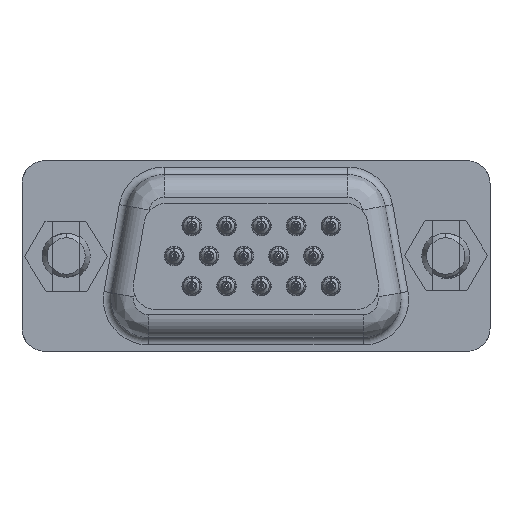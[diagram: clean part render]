
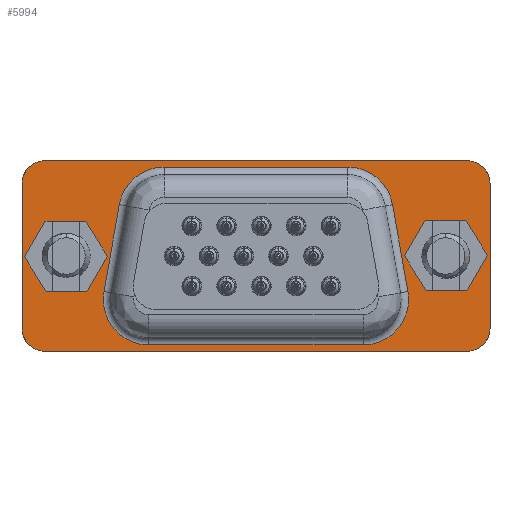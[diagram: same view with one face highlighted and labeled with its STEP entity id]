
A CAD part, front view. The second image highlights one B-rep face of the part: STEP entity #5994.
In plain terms, the highlighted planar face has unit normal (0, -1, 0).
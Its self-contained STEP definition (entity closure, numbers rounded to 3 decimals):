
#4662=CARTESIAN_POINT('',(-12.495,4.,0.));
#4663=DIRECTION('',(0.,1.,0.));
#4664=DIRECTION('',(1.,0.,0.));
#4665=AXIS2_PLACEMENT_3D('',#4662,#4663,#4664);
#4667=CARTESIAN_POINT('',(-12.495,4.,0.));
#4668=DIRECTION('',(0.,1.,0.));
#4669=DIRECTION('',(-1.,0.,0.));
#4670=AXIS2_PLACEMENT_3D('',#4667,#4668,#4669);
#4672=CARTESIAN_POINT('',(12.495,4.,0.));
#4673=DIRECTION('',(0.,1.,0.));
#4674=DIRECTION('',(1.,0.,0.));
#4675=AXIS2_PLACEMENT_3D('',#4672,#4673,#4674);
#4677=CARTESIAN_POINT('',(12.495,4.,0.));
#4678=DIRECTION('',(0.,1.,0.));
#4679=DIRECTION('',(-1.,0.,0.));
#4680=AXIS2_PLACEMENT_3D('',#4677,#4678,#4679);
#4682=CARTESIAN_POINT('',(-13.9,4.,4.775));
#4683=DIRECTION('',(0.,-1.,0.));
#4684=DIRECTION('',(0.,0.,1.));
#4685=AXIS2_PLACEMENT_3D('',#4682,#4683,#4684);
#4687=DIRECTION('',(-1.,0.,0.));
#4688=VECTOR('',#4687,27.81);
#4689=CARTESIAN_POINT('',(13.91,4.,6.275));
#4690=LINE('',#4689,#4688);
#4691=CARTESIAN_POINT('',(13.91,4.,4.775));
#4692=DIRECTION('',(0.,-1.,0.));
#4693=DIRECTION('',(1.,0.,0.));
#4694=AXIS2_PLACEMENT_3D('',#4691,#4692,#4693);
#4696=DIRECTION('',(0.,0.,1.));
#4697=VECTOR('',#4696,9.55);
#4698=CARTESIAN_POINT('',(15.41,4.,-4.775));
#4699=LINE('',#4698,#4697);
#4700=CARTESIAN_POINT('',(13.91,4.,-4.775));
#4701=DIRECTION('',(0.,-1.,0.));
#4702=DIRECTION('',(0.,0.,-1.));
#4703=AXIS2_PLACEMENT_3D('',#4700,#4701,#4702);
#4705=DIRECTION('',(1.,0.,0.));
#4706=VECTOR('',#4705,27.81);
#4707=CARTESIAN_POINT('',(-13.9,4.,-6.275));
#4708=LINE('',#4707,#4706);
#4709=CARTESIAN_POINT('',(-13.9,4.,-4.775));
#4710=DIRECTION('',(0.,-1.,0.));
#4711=DIRECTION('',(-1.,0.,0.));
#4712=AXIS2_PLACEMENT_3D('',#4709,#4710,#4711);
#4714=DIRECTION('',(0.,0.,-1.));
#4715=VECTOR('',#4714,9.55);
#4716=CARTESIAN_POINT('',(-15.4,4.,4.775));
#4717=LINE('',#4716,#4715);
#4718=CARTESIAN_POINT('',(6.041,4.,2.86));
#4719=DIRECTION('',(0.,1.,0.));
#4720=DIRECTION('',(0.,0.,1.));
#4721=AXIS2_PLACEMENT_3D('',#4718,#4719,#4720);
#4723=DIRECTION('',(1.,0.,0.));
#4724=VECTOR('',#4723,12.083);
#4725=CARTESIAN_POINT('',(-6.041,4.,5.86));
#4726=LINE('',#4725,#4724);
#4727=CARTESIAN_POINT('',(-6.041,4.,2.86));
#4728=DIRECTION('',(0.,1.,0.));
#4729=DIRECTION('',(-0.985,0.,0.174));
#4730=AXIS2_PLACEMENT_3D('',#4727,#4728,#4729);
#4732=DIRECTION('',(0.174,0.,0.985));
#4733=VECTOR('',#4732,5.808);
#4734=CARTESIAN_POINT('',(-10.004,4.,-2.339));
#4735=LINE('',#4734,#4733);
#4736=CARTESIAN_POINT('',(-7.05,4.,-2.86));
#4737=DIRECTION('',(0.,1.,0.));
#4738=DIRECTION('',(0.,0.,-1.));
#4739=AXIS2_PLACEMENT_3D('',#4736,#4737,#4738);
#4741=DIRECTION('',(-1.,0.,0.));
#4742=VECTOR('',#4741,14.1);
#4743=CARTESIAN_POINT('',(7.05,4.,-5.86));
#4744=LINE('',#4743,#4742);
#4745=CARTESIAN_POINT('',(7.05,4.,-2.86));
#4746=DIRECTION('',(0.,1.,0.));
#4747=DIRECTION('',(0.985,0.,0.174));
#4748=AXIS2_PLACEMENT_3D('',#4745,#4746,#4747);
#4750=DIRECTION('',(0.174,0.,-0.985));
#4751=VECTOR('',#4750,5.808);
#4752=CARTESIAN_POINT('',(8.996,4.,3.381));
#4753=LINE('',#4752,#4751);
#4981=CARTESIAN_POINT('',(-13.9,4.,6.275));
#4982=CARTESIAN_POINT('',(-15.4,4.,4.775));
#4983=VERTEX_POINT('',#4981);
#4984=VERTEX_POINT('',#4982);
#4985=CARTESIAN_POINT('',(-15.4,4.,-4.775));
#4986=VERTEX_POINT('',#4985);
#4987=CARTESIAN_POINT('',(-13.9,4.,-6.275));
#4988=VERTEX_POINT('',#4987);
#4989=CARTESIAN_POINT('',(13.91,4.,-6.275));
#4990=VERTEX_POINT('',#4989);
#4991=CARTESIAN_POINT('',(15.41,4.,-4.775));
#4992=VERTEX_POINT('',#4991);
#4993=CARTESIAN_POINT('',(15.41,4.,4.775));
#4994=VERTEX_POINT('',#4993);
#4995=CARTESIAN_POINT('',(13.91,4.,6.275));
#4996=VERTEX_POINT('',#4995);
#5001=CARTESIAN_POINT('',(6.041,4.,5.86));
#5002=CARTESIAN_POINT('',(8.996,4.,3.381));
#5003=VERTEX_POINT('',#5001);
#5004=VERTEX_POINT('',#5002);
#5007=CARTESIAN_POINT('',(10.004,4.,-2.339));
#5008=VERTEX_POINT('',#5007);
#5011=CARTESIAN_POINT('',(7.05,4.,-5.86));
#5012=VERTEX_POINT('',#5011);
#5015=CARTESIAN_POINT('',(-7.05,4.,-5.86));
#5016=VERTEX_POINT('',#5015);
#5019=CARTESIAN_POINT('',(-10.004,4.,-2.339));
#5020=VERTEX_POINT('',#5019);
#5023=CARTESIAN_POINT('',(-8.996,4.,3.381));
#5024=VERTEX_POINT('',#5023);
#5027=CARTESIAN_POINT('',(-6.041,4.,5.86));
#5028=VERTEX_POINT('',#5027);
#5093=CARTESIAN_POINT('',(-10.545,4.,0.));
#5094=CARTESIAN_POINT('',(-14.445,4.,0.));
#5095=VERTEX_POINT('',#5093);
#5096=VERTEX_POINT('',#5094);
#5097=CARTESIAN_POINT('',(14.445,4.,0.));
#5098=CARTESIAN_POINT('',(10.545,4.,0.));
#5099=VERTEX_POINT('',#5097);
#5100=VERTEX_POINT('',#5098);
#5949=CARTESIAN_POINT('',(0.,4.,0.));
#5950=DIRECTION('',(0.,-1.,0.));
#5951=DIRECTION('',(1.,0.,0.));
#5952=AXIS2_PLACEMENT_3D('',#5949,#5950,#5951);
#5953=PLANE('',#5952);
#5954=ORIENTED_EDGE('',*,*,#5845,.F.);
#5955=ORIENTED_EDGE('',*,*,#5860,.F.);
#5956=ORIENTED_EDGE('',*,*,#5874,.F.);
#5957=ORIENTED_EDGE('',*,*,#5888,.F.);
#5958=ORIENTED_EDGE('',*,*,#5902,.F.);
#5959=ORIENTED_EDGE('',*,*,#5916,.F.);
#5960=ORIENTED_EDGE('',*,*,#5930,.F.);
#5961=ORIENTED_EDGE('',*,*,#5943,.F.);
#5962=EDGE_LOOP('',(#5954,#5955,#5956,#5957,#5958,#5959,#5960,#5961));
#5963=FACE_OUTER_BOUND('',#5962,.F.);
#5965=ORIENTED_EDGE('',*,*,#5964,.F.);
#5967=ORIENTED_EDGE('',*,*,#5966,.F.);
#5968=EDGE_LOOP('',(#5965,#5967));
#5969=FACE_BOUND('',#5968,.F.);
#5971=ORIENTED_EDGE('',*,*,#5970,.F.);
#5973=ORIENTED_EDGE('',*,*,#5972,.F.);
#5974=EDGE_LOOP('',(#5971,#5973));
#5975=FACE_BOUND('',#5974,.F.);
#5977=ORIENTED_EDGE('',*,*,#5976,.F.);
#5979=ORIENTED_EDGE('',*,*,#5978,.F.);
#5981=ORIENTED_EDGE('',*,*,#5980,.F.);
#5983=ORIENTED_EDGE('',*,*,#5982,.F.);
#5985=ORIENTED_EDGE('',*,*,#5984,.F.);
#5987=ORIENTED_EDGE('',*,*,#5986,.F.);
#5989=ORIENTED_EDGE('',*,*,#5988,.F.);
#5991=ORIENTED_EDGE('',*,*,#5990,.F.);
#5992=EDGE_LOOP('',(#5977,#5979,#5981,#5983,#5985,#5987,#5989,#5991));
#5993=FACE_BOUND('',#5992,.F.);
#4666=CIRCLE('',#4665,1.95);
#4671=CIRCLE('',#4670,1.95);
#4676=CIRCLE('',#4675,1.95);
#4681=CIRCLE('',#4680,1.95);
#4686=CIRCLE('',#4685,1.5);
#4695=CIRCLE('',#4694,1.5);
#4704=CIRCLE('',#4703,1.5);
#4713=CIRCLE('',#4712,1.5);
#4722=CIRCLE('',#4721,3.);
#4731=CIRCLE('',#4730,3.);
#4740=CIRCLE('',#4739,3.);
#4749=CIRCLE('',#4748,3.);
#5845=EDGE_CURVE('',#4983,#4984,#4686,.T.);
#5860=EDGE_CURVE('',#4996,#4983,#4690,.T.);
#5874=EDGE_CURVE('',#4994,#4996,#4695,.T.);
#5888=EDGE_CURVE('',#4992,#4994,#4699,.T.);
#5902=EDGE_CURVE('',#4990,#4992,#4704,.T.);
#5916=EDGE_CURVE('',#4988,#4990,#4708,.T.);
#5930=EDGE_CURVE('',#4986,#4988,#4713,.T.);
#5943=EDGE_CURVE('',#4984,#4986,#4717,.T.);
#5964=EDGE_CURVE('',#5099,#5100,#4676,.T.);
#5966=EDGE_CURVE('',#5100,#5099,#4681,.T.);
#5970=EDGE_CURVE('',#5095,#5096,#4666,.T.);
#5972=EDGE_CURVE('',#5096,#5095,#4671,.T.);
#5976=EDGE_CURVE('',#5003,#5004,#4722,.T.);
#5978=EDGE_CURVE('',#5028,#5003,#4726,.T.);
#5980=EDGE_CURVE('',#5024,#5028,#4731,.T.);
#5982=EDGE_CURVE('',#5020,#5024,#4735,.T.);
#5984=EDGE_CURVE('',#5016,#5020,#4740,.T.);
#5986=EDGE_CURVE('',#5012,#5016,#4744,.T.);
#5988=EDGE_CURVE('',#5008,#5012,#4749,.T.);
#5990=EDGE_CURVE('',#5004,#5008,#4753,.T.);
#5994=ADVANCED_FACE('',(#5963,#5969,#5975,#5993),#5953,.T.);
